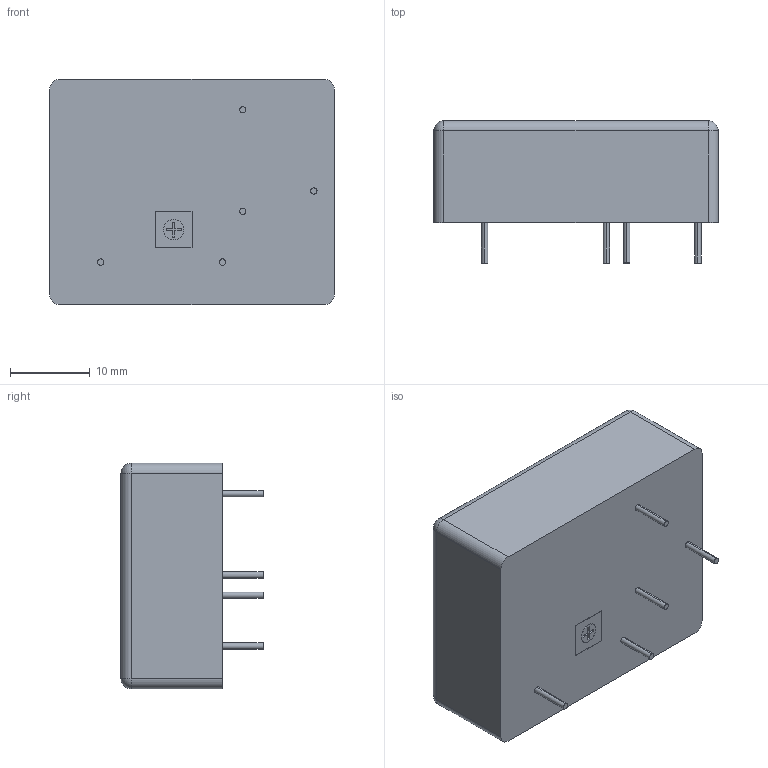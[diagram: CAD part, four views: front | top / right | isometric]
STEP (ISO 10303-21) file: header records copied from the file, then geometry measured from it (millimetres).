
FILE_DESCRIPTION (( 'STEP AP203' ), '1' );
FILE_NAME ('XP EMCO C01-C20 - 4711CR.STEP', '2016-10-03T18:51:39', ( '' ), ( '' ), 'SwSTEP 2.0', 'SolidWorks 2014', '' );
FILE_SCHEMA (( 'CONFIG_CONTROL_DESIGN' ));
Length unit declared in the file: inch
Products named in the file (1): XP EMCO C01-C20 - 4711CR
Bounding box: 35.56 x 17.78 x 28.19 mm (x, y, z)
Volume: 12684.1 mm3; surface area: 3590.4 mm2
Topology: 1 solids, 1 shells, 54 faces, 124 edges, 76 vertices
Faces by surface type: plane 30, cylinder 20, sphere 4
Entity records: 1567 total; most frequent: DIRECTION 270, CARTESIAN_POINT 251, ORIENTED_EDGE 240, EDGE_CURVE 120, AXIS2_PLACEMENT_3D 95, LINE 80, VECTOR 80, VERTEX_POINT 76
